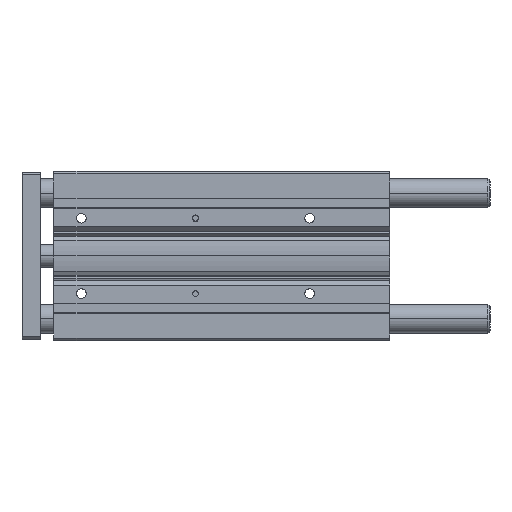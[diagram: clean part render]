
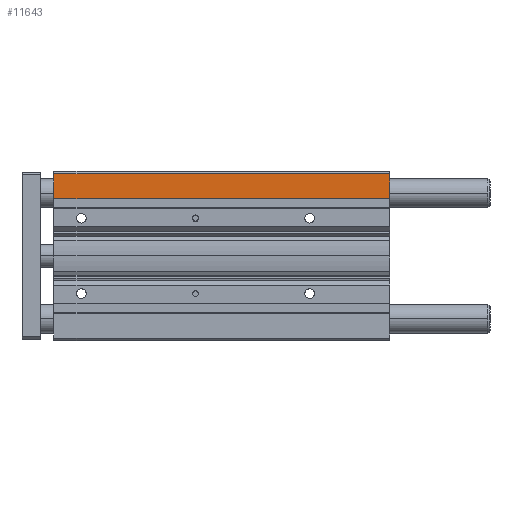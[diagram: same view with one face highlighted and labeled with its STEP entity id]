
A CAD part, top view. The second image highlights one B-rep face of the part: STEP entity #11643.
In plain terms, the highlighted planar face has unit normal (0, 0, 1).
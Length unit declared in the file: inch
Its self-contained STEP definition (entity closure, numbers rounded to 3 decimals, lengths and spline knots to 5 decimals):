
#419 = CARTESIAN_POINT ( 'NONE',  ( 11.5748, 2.83465, 1.25984 ) ) ;
#471 = CARTESIAN_POINT ( 'NONE',  ( 11.5748, 2.83465, 1.25984 ) ) ;
#803 = CARTESIAN_POINT ( 'NONE',  ( 0., 2.83465, 1.25984 ) ) ;
#871 = LINE ( 'NONE', #14069, #14129 ) ;
#949 = CARTESIAN_POINT ( 'NONE',  ( 0., 2.83465, 1.25984 ) ) ;
#1516 = VECTOR ( 'NONE', #5256, 39.37008 ) ;
#1951 = ORIENTED_EDGE ( 'NONE', *, *, #9961, .F. ) ;
#2063 = LINE ( 'NONE', #949, #1516 ) ;
#2788 = DIRECTION ( 'NONE',  ( -1., 0., 0. ) ) ;
#3328 = CARTESIAN_POINT ( 'NONE',  ( 0., 1.97835, 1.25984 ) ) ;
#3354 = ORIENTED_EDGE ( 'NONE', *, *, #9141, .T. ) ;
#3488 = DIRECTION ( 'NONE',  ( 0., -1., 0. ) ) ;
#3795 = ORIENTED_EDGE ( 'NONE', *, *, #10968, .T. ) ;
#3986 = CARTESIAN_POINT ( 'NONE',  ( 11.5748, 2.83465, 1.25984 ) ) ;
#4311 = VERTEX_POINT ( 'NONE', #11798 ) ;
#4374 = VERTEX_POINT ( 'NONE', #803 ) ;
#4969 = LINE ( 'NONE', #471, #8622 ) ;
#5256 = DIRECTION ( 'NONE',  ( 0., -1., 0. ) ) ;
#6348 = DIRECTION ( 'NONE',  ( -1., 0., 0. ) ) ;
#7201 = AXIS2_PLACEMENT_3D ( 'NONE', #7840, #13651, #3488 ) ;
#7335 = VERTEX_POINT ( 'NONE', #3328 ) ;
#7769 = FACE_OUTER_BOUND ( 'NONE', #14034, .T. ) ;
#7840 = CARTESIAN_POINT ( 'NONE',  ( 11.5748, 2.83465, 1.25984 ) ) ;
#7944 = ORIENTED_EDGE ( 'NONE', *, *, #11827, .F. ) ;
#8284 = DIRECTION ( 'NONE',  ( 0., -1., 0. ) ) ;
#8622 = VECTOR ( 'NONE', #8284, 39.37008 ) ;
#8890 = PLANE ( 'NONE',  #7201 ) ;
#9141 = EDGE_CURVE ( 'NONE', #13589, #4374, #13968, .T. ) ;
#9961 = EDGE_CURVE ( 'NONE', #4311, #7335, #871, .T. ) ;
#10338 = VECTOR ( 'NONE', #2788, 39.37008 ) ;
#10968 = EDGE_CURVE ( 'NONE', #4374, #7335, #2063, .T. ) ;
#11643 = ADVANCED_FACE ( 'NONE', ( #7769 ), #8890, .F. ) ;
#11798 = CARTESIAN_POINT ( 'NONE',  ( 11.5748, 1.97835, 1.25984 ) ) ;
#11827 = EDGE_CURVE ( 'NONE', #13589, #4311, #4969, .T. ) ;
#13589 = VERTEX_POINT ( 'NONE', #3986 ) ;
#13651 = DIRECTION ( 'NONE',  ( 0., 0., -1. ) ) ;
#13968 = LINE ( 'NONE', #419, #10338 ) ;
#14034 = EDGE_LOOP ( 'NONE', ( #3795, #1951, #7944, #3354 ) ) ;
#14069 = CARTESIAN_POINT ( 'NONE',  ( 11.5748, 1.97835, 1.25984 ) ) ;
#14129 = VECTOR ( 'NONE', #6348, 39.37008 ) ;
